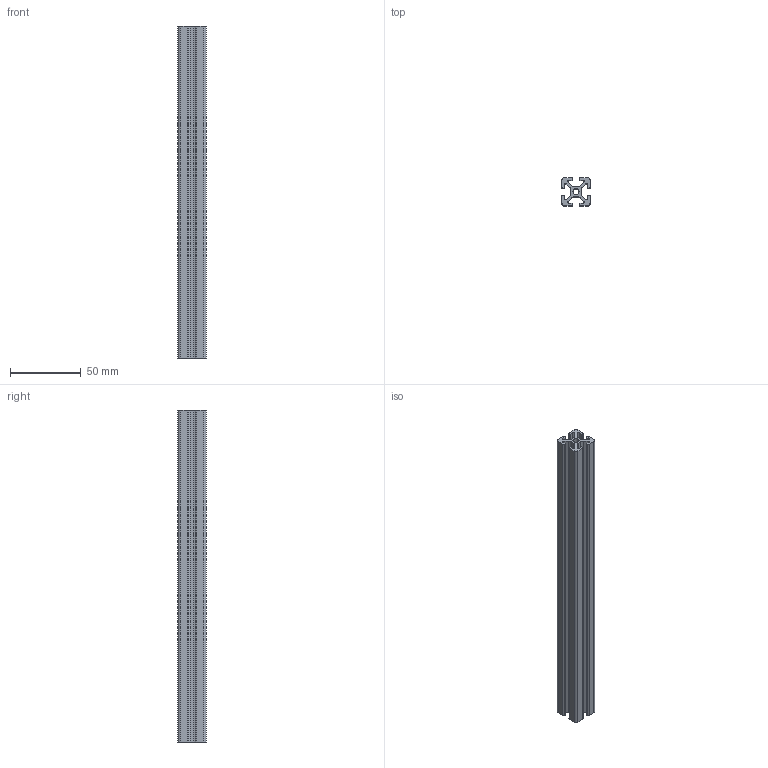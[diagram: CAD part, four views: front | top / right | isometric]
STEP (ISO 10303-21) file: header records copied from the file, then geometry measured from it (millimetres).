
FILE_DESCRIPTION(/* description */ (''),/* implementation_level */ '2;1');
FILE_NAME(/* name */ 'aluminium extrusie 20x20x235mm v1.step',/* time_stamp */ '2024-03-11T22:10:46+01:00',/* author */ (''),/* organization */ (''),/* preprocessor_version */ 'ST-DEVELOPER v20',/* originating_system */ 'Autodesk Translation Framework v12.20.1.177',/* authorisation */ '');
FILE_SCHEMA (('AUTOMOTIVE_DESIGN { 1 0 10303 214 3 1 1 }'));
Length unit declared in the file: millimetre
Products named in the file (1): aluminium extrusie 20x20x235mm
Bounding box: 20 x 20 x 235 mm (x, y, z)
Volume: 42942.7 mm3; surface area: 40156.6 mm2
Topology: 1 solids, 1 shells, 75 faces, 219 edges, 146 vertices
Faces by surface type: plane 38, cylinder 37
Full cylindrical faces by diameter (mm): 4.3 x1
Entity records: 2551 total; most frequent: DIRECTION 445, CARTESIAN_POINT 441, ORIENTED_EDGE 438, EDGE_CURVE 219, AXIS2_PLACEMENT_3D 150, VERTEX_POINT 146, LINE 145, VECTOR 145
